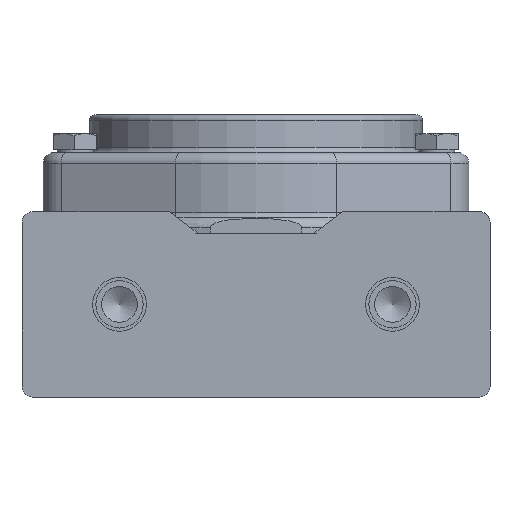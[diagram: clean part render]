
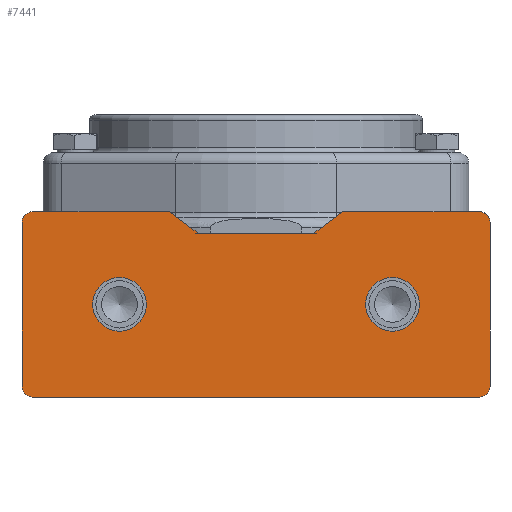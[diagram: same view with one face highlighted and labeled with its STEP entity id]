
A CAD part, front view. The second image highlights one B-rep face of the part: STEP entity #7441.
In plain terms, the highlighted planar face has unit normal (0, -1, 0).
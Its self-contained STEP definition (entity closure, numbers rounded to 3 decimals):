
#730=LINE($,#11954,#1086);
#741=LINE($,#12082,#1097);
#743=LINE($,#12090,#1099);
#744=LINE($,#12091,#1100);
#745=LINE($,#12093,#1101);
#746=LINE($,#12095,#1102);
#747=LINE($,#12099,#1103);
#748=LINE($,#12103,#1104);
#1086=VECTOR($,#9360,21.565);
#1097=VECTOR($,#9427,30.5);
#1099=VECTOR($,#9435,25.45);
#1100=VECTOR($,#9436,6.653);
#1101=VECTOR($,#9437,6.653);
#1102=VECTOR($,#9438,25.45);
#1103=VECTOR($,#9441,30.5);
#1104=VECTOR($,#9444,83.097);
#1409=PLANE($,#8092);
#1613=FACE_BOUND($,#2530,.T.);
#1614=FACE_BOUND($,#2531,.T.);
#1615=FACE_BOUND($,#2532,.T.);
#2530=EDGE_LOOP($,(#5717));
#2531=EDGE_LOOP($,(#5718));
#2532=EDGE_LOOP($,(#5719,#5720,#5721,#5722,#5723,#5724,#5725,#5726,#5727,
#5728,#5729,#5730));
#3145=CIRCLE($,#8087,2.);
#3147=CIRCLE($,#8093,5.);
#3148=CIRCLE($,#8094,5.);
#3149=CIRCLE($,#8095,2.);
#3150=CIRCLE($,#8096,2.);
#3151=CIRCLE($,#8097,2.);
#3676=VERTEX_POINT($,#11951);
#3677=VERTEX_POINT($,#11953);
#3695=VERTEX_POINT($,#12063);
#3696=VERTEX_POINT($,#12065);
#3700=VERTEX_POINT($,#12081);
#3701=VERTEX_POINT($,#12085);
#3702=VERTEX_POINT($,#12087);
#3703=VERTEX_POINT($,#12089);
#3704=VERTEX_POINT($,#12092);
#3705=VERTEX_POINT($,#12094);
#3706=VERTEX_POINT($,#12096);
#3707=VERTEX_POINT($,#12098);
#3708=VERTEX_POINT($,#12100);
#3709=VERTEX_POINT($,#12102);
#4428=EDGE_CURVE($,#3677,#3676,#730,.T.);
#4453=EDGE_CURVE($,#3695,#3696,#3145,.T.);
#4460=EDGE_CURVE($,#3700,#3696,#741,.T.);
#4462=EDGE_CURVE($,#3701,#3701,#3147,.T.);
#4463=EDGE_CURVE($,#3702,#3702,#3148,.T.);
#4464=EDGE_CURVE($,#3703,#3695,#743,.T.);
#4465=EDGE_CURVE($,#3677,#3703,#744,.T.);
#4466=EDGE_CURVE($,#3704,#3676,#745,.T.);
#4467=EDGE_CURVE($,#3705,#3704,#746,.T.);
#4468=EDGE_CURVE($,#3706,#3705,#3149,.T.);
#4469=EDGE_CURVE($,#3706,#3707,#747,.T.);
#4470=EDGE_CURVE($,#3708,#3707,#3150,.T.);
#4471=EDGE_CURVE($,#3708,#3709,#748,.T.);
#4472=EDGE_CURVE($,#3700,#3709,#3151,.T.);
#5717=ORIENTED_EDGE($,*,*,#4462,.T.);
#5718=ORIENTED_EDGE($,*,*,#4463,.T.);
#5719=ORIENTED_EDGE($,*,*,#4453,.F.);
#5720=ORIENTED_EDGE($,*,*,#4464,.F.);
#5721=ORIENTED_EDGE($,*,*,#4465,.F.);
#5722=ORIENTED_EDGE($,*,*,#4428,.T.);
#5723=ORIENTED_EDGE($,*,*,#4466,.F.);
#5724=ORIENTED_EDGE($,*,*,#4467,.F.);
#5725=ORIENTED_EDGE($,*,*,#4468,.F.);
#5726=ORIENTED_EDGE($,*,*,#4469,.T.);
#5727=ORIENTED_EDGE($,*,*,#4470,.F.);
#5728=ORIENTED_EDGE($,*,*,#4471,.T.);
#5729=ORIENTED_EDGE($,*,*,#4472,.F.);
#5730=ORIENTED_EDGE($,*,*,#4460,.T.);
#7441=ADVANCED_FACE($,(#1613,#1614,#1615),#1409,.T.);
#8087=AXIS2_PLACEMENT_3D($,#12066,#9414,#9415);
#8092=AXIS2_PLACEMENT_3D($,#12084,#9429,#9430);
#8093=AXIS2_PLACEMENT_3D($,#12086,#9431,#9432);
#8094=AXIS2_PLACEMENT_3D($,#12088,#9433,#9434);
#8095=AXIS2_PLACEMENT_3D($,#12097,#9439,#9440);
#8096=AXIS2_PLACEMENT_3D($,#12101,#9442,#9443);
#8097=AXIS2_PLACEMENT_3D($,#12104,#9445,#9446);
#9360=DIRECTION($,(-1.,0.,0.));
#9414=DIRECTION('center_axis',(0.,1.,0.));
#9415=DIRECTION('ref_axis',(0.707,0.,0.707));
#9427=DIRECTION($,(0.,0.,1.));
#9429=DIRECTION('center_axis',(0.,-1.,0.));
#9430=DIRECTION('ref_axis',(0.,0.,-1.));
#9431=DIRECTION('center_axis',(0.,1.,0.));
#9432=DIRECTION('ref_axis',(1.,0.,0.));
#9433=DIRECTION('center_axis',(0.,1.,0.));
#9434=DIRECTION('ref_axis',(1.,0.,0.));
#9435=DIRECTION($,(1.,0.,0.));
#9436=DIRECTION($,(0.799,0.,0.601));
#9437=DIRECTION($,(0.799,0.,-0.601));
#9438=DIRECTION($,(1.,0.,0.));
#9439=DIRECTION('center_axis',(0.,1.,0.));
#9440=DIRECTION('ref_axis',(-0.707,0.,0.707));
#9441=DIRECTION($,(0.,0.,-1.));
#9442=DIRECTION('center_axis',(0.,1.,0.));
#9443=DIRECTION('ref_axis',(-0.707,0.,-0.707));
#9444=DIRECTION($,(1.,0.,0.));
#9445=DIRECTION('center_axis',(0.,1.,0.));
#9446=DIRECTION('ref_axis',(0.707,0.,-0.707));
#11951=CARTESIAN_POINT('',(-31.418,-46.105,-51.201));
#11953=CARTESIAN_POINT('',(-9.852,-46.105,-51.201));
#11954=CARTESIAN_POINT($,(-55.635,-46.105,-51.201));
#12063=CARTESIAN_POINT('',(20.914,-46.105,-47.201));
#12065=CARTESIAN_POINT('',(22.914,-46.105,-49.201));
#12066=CARTESIAN_POINT('Origin',(20.914,-46.105,-49.201));
#12081=CARTESIAN_POINT('',(22.914,-46.105,-79.701));
#12082=CARTESIAN_POINT($,(22.914,-46.105,-64.451));
#12084=CARTESIAN_POINT('Origin',(-90.635,-46.105,-47.201));
#12085=CARTESIAN_POINT('',(9.765,-46.105,-64.451));
#12086=CARTESIAN_POINT('Origin',(4.765,-46.105,-64.451));
#12087=CARTESIAN_POINT('',(-41.035,-46.105,-64.451));
#12088=CARTESIAN_POINT('Origin',(-46.035,-46.105,-64.451));
#12089=CARTESIAN_POINT('',(-4.536,-46.105,-47.201));
#12090=CARTESIAN_POINT($,(-90.635,-46.105,-47.201));
#12091=CARTESIAN_POINT($,(-33.988,-46.105,-69.362));
#12092=CARTESIAN_POINT('',(-36.733,-46.105,-47.201));
#12093=CARTESIAN_POINT($,(-57.175,-46.105,-31.819));
#12094=CARTESIAN_POINT('',(-62.183,-46.105,-47.201));
#12095=CARTESIAN_POINT($,(-90.635,-46.105,-47.201));
#12096=CARTESIAN_POINT('',(-64.183,-46.105,-49.201));
#12097=CARTESIAN_POINT('Origin',(-62.183,-46.105,-49.201));
#12098=CARTESIAN_POINT('',(-64.183,-46.105,-79.701));
#12099=CARTESIAN_POINT($,(-64.183,-46.105,-64.451));
#12100=CARTESIAN_POINT('',(-62.183,-46.105,-81.701));
#12101=CARTESIAN_POINT('Origin',(-62.183,-46.105,-79.701));
#12102=CARTESIAN_POINT('',(20.914,-46.105,-81.701));
#12103=CARTESIAN_POINT($,(-90.635,-46.105,-81.701));
#12104=CARTESIAN_POINT('Origin',(20.914,-46.105,-79.701));
